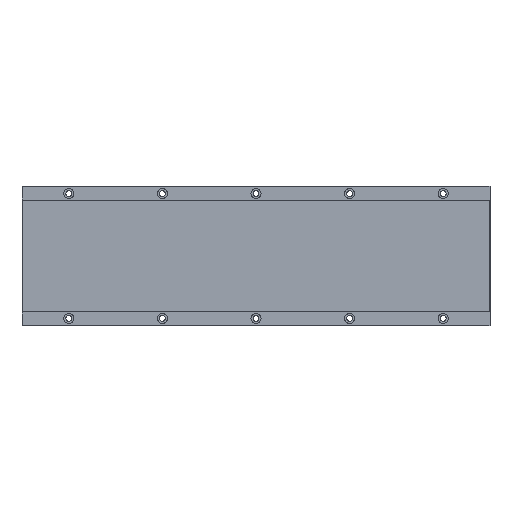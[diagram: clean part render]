
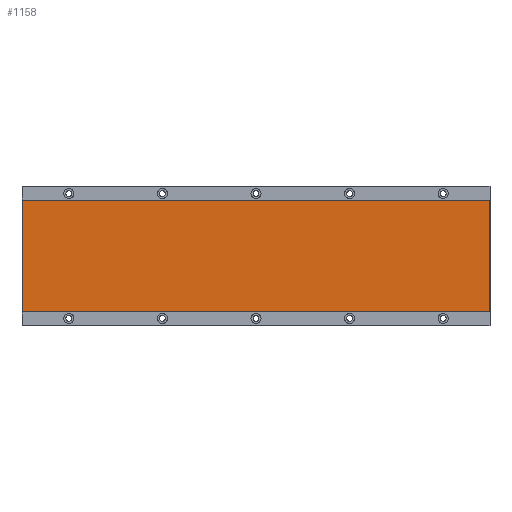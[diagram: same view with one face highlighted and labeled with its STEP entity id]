
A CAD part, top view. The second image highlights one B-rep face of the part: STEP entity #1158.
In plain terms, the highlighted planar face has unit normal (0, 0, 1).
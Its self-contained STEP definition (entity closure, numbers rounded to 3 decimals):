
#9 = CARTESIAN_POINT ( 'NONE',  ( -210., 50.2, 10.7 ) ) ;
#24 = EDGE_CURVE ( 'NONE', #824, #1612, #430, .T. ) ;
#102 = CARTESIAN_POINT ( 'NONE',  ( -210., 50.2, 10.7 ) ) ;
#116 = EDGE_CURVE ( 'NONE', #1490, #824, #1687, .T. ) ;
#227 = PLANE ( 'NONE',  #1810 ) ;
#239 = LINE ( 'NONE', #1507, #836 ) ;
#363 = DIRECTION ( 'NONE',  ( 1., 0., 0. ) ) ;
#404 = EDGE_CURVE ( 'NONE', #494, #1490, #775, .T. ) ;
#430 = LINE ( 'NONE', #9, #862 ) ;
#462 = ORIENTED_EDGE ( 'NONE', *, *, #24, .T. ) ;
#494 = VERTEX_POINT ( 'NONE', #1520 ) ;
#509 = FACE_OUTER_BOUND ( 'NONE', #1874, .T. ) ;
#588 = EDGE_CURVE ( 'NONE', #1612, #494, #239, .T. ) ;
#673 = ORIENTED_EDGE ( 'NONE', *, *, #116, .T. ) ;
#684 = VECTOR ( 'NONE', #971, 1000. ) ;
#711 = VECTOR ( 'NONE', #935, 1000. ) ;
#757 = CARTESIAN_POINT ( 'NONE',  ( 210., 50.2, 10.7 ) ) ;
#775 = LINE ( 'NONE', #793, #711 ) ;
#793 = CARTESIAN_POINT ( 'NONE',  ( 210., 50.2, 10.7 ) ) ;
#824 = VERTEX_POINT ( 'NONE', #1843 ) ;
#836 = VECTOR ( 'NONE', #363, 1000. ) ;
#857 = DIRECTION ( 'NONE',  ( 0., -1., 0. ) ) ;
#862 = VECTOR ( 'NONE', #857, 1000. ) ;
#935 = DIRECTION ( 'NONE',  ( 0., 1., 0. ) ) ;
#940 = CARTESIAN_POINT ( 'NONE',  ( -210., -50.2, 10.7 ) ) ;
#944 = DIRECTION ( 'NONE',  ( 0., 0., 1. ) ) ;
#971 = DIRECTION ( 'NONE',  ( -1., 0., 0. ) ) ;
#1055 = ORIENTED_EDGE ( 'NONE', *, *, #404, .T. ) ;
#1085 = DIRECTION ( 'NONE',  ( 1., 0., 0. ) ) ;
#1115 = CARTESIAN_POINT ( 'NONE',  ( 0., 0., 10.7 ) ) ;
#1158 = ADVANCED_FACE ( 'NONE', ( #509 ), #227, .T. ) ;
#1167 = ORIENTED_EDGE ( 'NONE', *, *, #588, .T. ) ;
#1490 = VERTEX_POINT ( 'NONE', #757 ) ;
#1507 = CARTESIAN_POINT ( 'NONE',  ( -210., -50.2, 10.7 ) ) ;
#1520 = CARTESIAN_POINT ( 'NONE',  ( 210., -50.2, 10.7 ) ) ;
#1612 = VERTEX_POINT ( 'NONE', #940 ) ;
#1687 = LINE ( 'NONE', #102, #684 ) ;
#1810 = AXIS2_PLACEMENT_3D ( 'NONE', #1115, #944, #1085 ) ;
#1843 = CARTESIAN_POINT ( 'NONE',  ( -210., 50.2, 10.7 ) ) ;
#1874 = EDGE_LOOP ( 'NONE', ( #1055, #673, #462, #1167 ) ) ;
